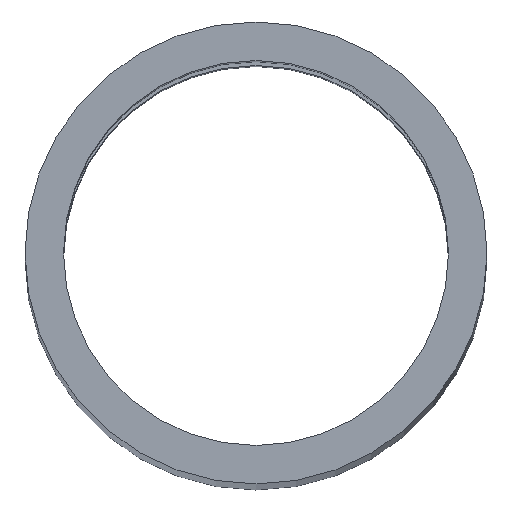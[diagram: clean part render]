
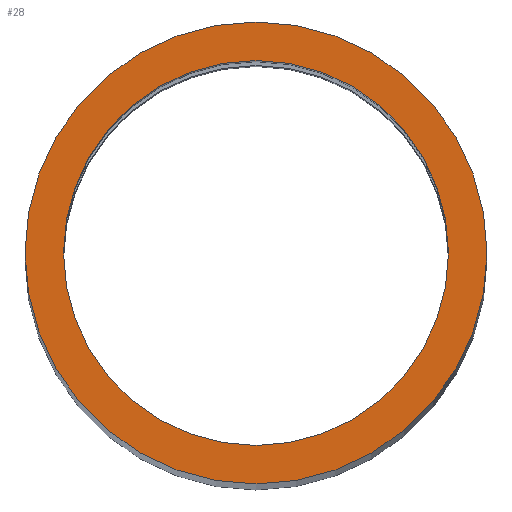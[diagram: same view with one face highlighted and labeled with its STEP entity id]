
A CAD part, top view. The second image highlights one B-rep face of the part: STEP entity #28.
In plain terms, the highlighted planar face has unit normal (0, 0, 1).
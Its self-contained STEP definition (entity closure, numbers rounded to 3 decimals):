
#10 = VERTEX_POINT ( 'NONE', #198 ) ;
#28 = ADVANCED_FACE ( 'NONE', ( #240, #248 ), #123, .T. ) ;
#41 = EDGE_LOOP ( 'NONE', ( #215, #208 ) ) ;
#43 = VERTEX_POINT ( 'NONE', #87 ) ;
#44 = VERTEX_POINT ( 'NONE', #86 ) ;
#46 = VERTEX_POINT ( 'NONE', #84 ) ;
#47 = EDGE_LOOP ( 'NONE', ( #216, #213 ) ) ;
#82 = DIRECTION ( 'NONE',  ( 1., 0., 0. ) ) ;
#84 = CARTESIAN_POINT ( 'NONE',  ( -10., 0., 180. ) ) ;
#86 = CARTESIAN_POINT ( 'NONE',  ( 10., 0., 180. ) ) ;
#87 = CARTESIAN_POINT ( 'NONE',  ( -12., 0., 180. ) ) ;
#101 = DIRECTION ( 'NONE',  ( 1., 0., 0. ) ) ;
#102 = DIRECTION ( 'NONE',  ( 0., 0., 1. ) ) ;
#103 = DIRECTION ( 'NONE',  ( 0., 0., 1. ) ) ;
#104 = CARTESIAN_POINT ( 'NONE',  ( 0., 0., 180. ) ) ;
#117 = CARTESIAN_POINT ( 'NONE',  ( 0., 0., 180. ) ) ;
#123 = PLANE ( 'NONE',  #361 ) ;
#136 = DIRECTION ( 'NONE',  ( 1., 0., 0. ) ) ;
#137 = DIRECTION ( 'NONE',  ( 0., 0., 1. ) ) ;
#139 = CARTESIAN_POINT ( 'NONE',  ( 0., 0., 180. ) ) ;
#143 = DIRECTION ( 'NONE',  ( 1., 0., 0. ) ) ;
#144 = DIRECTION ( 'NONE',  ( 0., 0., 1. ) ) ;
#145 = CARTESIAN_POINT ( 'NONE',  ( 0., 0., 180. ) ) ;
#171 = DIRECTION ( 'NONE',  ( 1., 0., 0. ) ) ;
#172 = DIRECTION ( 'NONE',  ( 0., 0., 1. ) ) ;
#173 = CARTESIAN_POINT ( 'NONE',  ( 0., 0., 180. ) ) ;
#198 = CARTESIAN_POINT ( 'NONE',  ( 12., 0., 180. ) ) ;
#208 = ORIENTED_EDGE ( 'NONE', *, *, #372, .T. ) ;
#213 = ORIENTED_EDGE ( 'NONE', *, *, #403, .F. ) ;
#215 = ORIENTED_EDGE ( 'NONE', *, *, #375, .T. ) ;
#216 = ORIENTED_EDGE ( 'NONE', *, *, #362, .F. ) ;
#240 = FACE_OUTER_BOUND ( 'NONE', #41, .T. ) ;
#242 = CIRCLE ( 'NONE', #379, 10. ) ;
#248 = FACE_BOUND ( 'NONE', #47, .T. ) ;
#266 = CIRCLE ( 'NONE', #420, 12. ) ;
#270 = CIRCLE ( 'NONE', #419, 12. ) ;
#276 = CIRCLE ( 'NONE', #415, 10. ) ;
#361 = AXIS2_PLACEMENT_3D ( 'NONE', #117, #103, #82 ) ;
#362 = EDGE_CURVE ( 'NONE', #46, #44, #242, .T. ) ;
#372 = EDGE_CURVE ( 'NONE', #10, #43, #266, .T. ) ;
#375 = EDGE_CURVE ( 'NONE', #43, #10, #270, .T. ) ;
#379 = AXIS2_PLACEMENT_3D ( 'NONE', #173, #172, #171 ) ;
#403 = EDGE_CURVE ( 'NONE', #44, #46, #276, .T. ) ;
#415 = AXIS2_PLACEMENT_3D ( 'NONE', #104, #102, #101 ) ;
#419 = AXIS2_PLACEMENT_3D ( 'NONE', #139, #137, #136 ) ;
#420 = AXIS2_PLACEMENT_3D ( 'NONE', #145, #144, #143 ) ;
